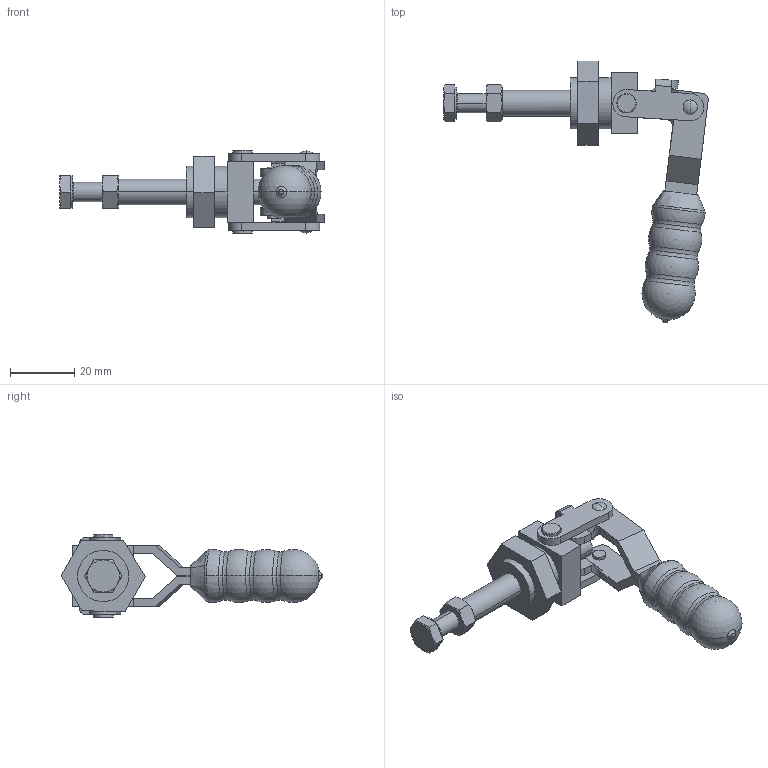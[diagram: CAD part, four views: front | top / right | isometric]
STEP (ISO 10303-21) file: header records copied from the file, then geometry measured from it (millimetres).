
FILE_DESCRIPTION (( 'STEP AP214' ), '1' );
FILE_NAME ('GH-36202M.STEP', '2020-02-25T03:33:02', ( 'LinWei' ), ( '' ), 'SwSTEP 2.0', 'SolidWorks 2016', '' );
FILE_SCHEMA (( 'AUTOMOTIVE_DESIGN' ));
Length unit declared in the file: millimetre
Products named in the file (5): Group4^493789(GH-36202M); Group3^493789(GH-36202M); Group2^493789(GH-36202M); Group1^493789(GH-36202M); GH-36202M
Assembly tree (4 placements, depth 2):
  GH-36202M
    Group1^493789(GH-36202M)
    Group2^493789(GH-36202M)
    Group3^493789(GH-36202M)
    Group4^493789(GH-36202M)
Bounding box: 82.5 x 81.64 x 26 mm (x, y, z)
Volume: 20649.5 mm3; surface area: 11486.5 mm2
Topology: 4 solids, 4 shells, 217 faces, 535 edges, 336 vertices
Faces by surface type: plane 97, cylinder 59, cone 23, torus 16, sphere 16, bspline 6
Entity records: 7740 total; most frequent: CARTESIAN_POINT 1971, DIRECTION 1087, ORIENTED_EDGE 1030, EDGE_CURVE 515, AXIS2_PLACEMENT_3D 416, VERTEX_POINT 324, VECTOR 255, LINE 255
